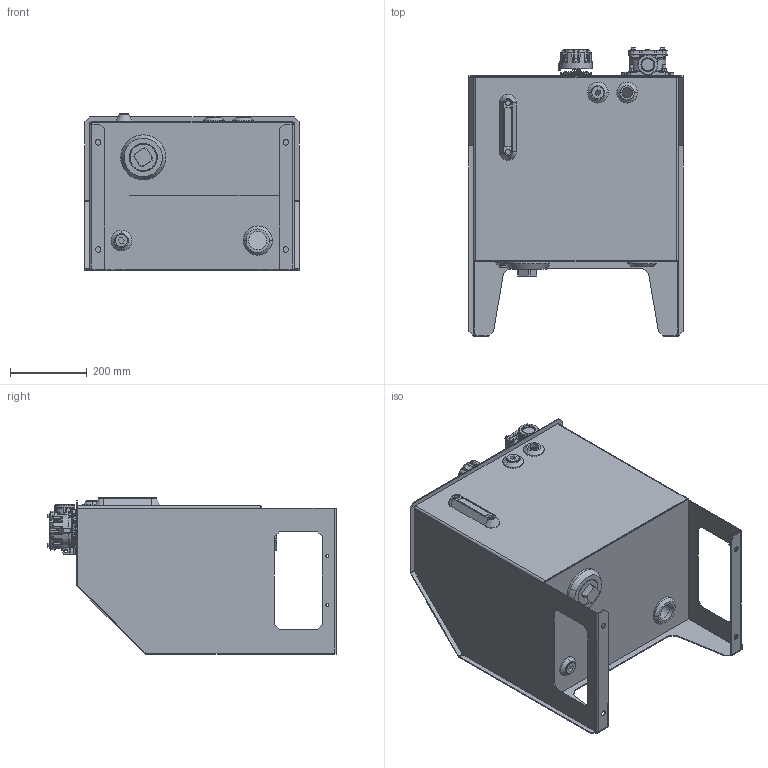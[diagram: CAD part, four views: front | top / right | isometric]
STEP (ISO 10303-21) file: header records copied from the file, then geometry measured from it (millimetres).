
FILE_DESCRIPTION (( 'STEP AP214' ), '1' );
FILE_NAME ('301612 SURFACES.STEP', '2024-03-15T16:56:42', ( '' ), ( '' ), 'SwSTEP 2.0', 'SolidWorks 2022', '' );
FILE_SCHEMA (( 'AUTOMOTIVE_DESIGN' ));
Length unit declared in the file: inch
Products named in the file (1): 301612 SURFACES
Bounding box: 558.8 x 752.67 x 406.95 mm (x, y, z)
Surface area: 2695960.5 mm2 (no closed solid volume)
Topology: 0 solids, 56 shells, 1215 faces, 4001 edges, 2669 vertices
Faces by surface type: bspline 466, cylinder 346, plane 312, cone 79, torus 12
Entity records: 92988 total; most frequent: CARTESIAN_POINT 46979, ORIENTED_EDGE 6153, DIRECTION 5383, EDGE_CURVE 3977, VERTEX_POINT 2669, AXIS2_PLACEMENT_3D 2092, EDGE_LOOP 1343, CIRCLE 1342
